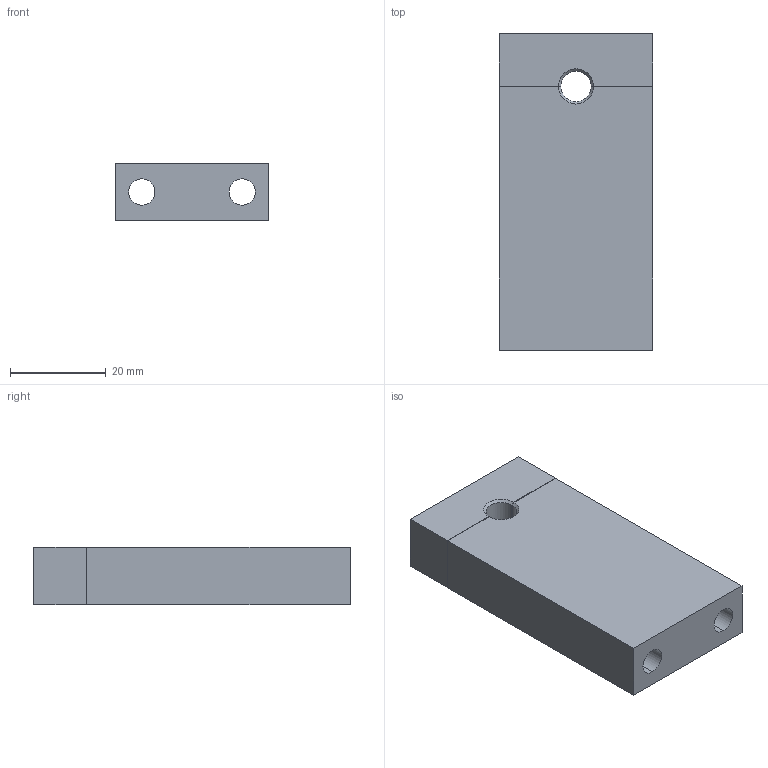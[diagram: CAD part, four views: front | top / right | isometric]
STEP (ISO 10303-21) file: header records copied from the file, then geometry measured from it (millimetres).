
FILE_DESCRIPTION (( 'STEP AP214' ), '1' );
FILE_NAME ('P0000006540.STEP', '2025-11-04T09:39:09', ( 'Microsoft' ), ( 'Microsoft' ), 'SwSTEP 2.0', 'SolidWorks 2025', '' );
FILE_SCHEMA (( 'AUTOMOTIVE_DESIGN' ));
Length unit declared in the file: millimetre
Products named in the file (1): P0000006540
Bounding box: 32 x 66.09 x 12 mm (x, y, z)
Volume: 21428.3 mm3; surface area: 9554.1 mm2
Topology: 2 solids, 2 shells, 34 faces, 84 edges, 56 vertices
Faces by surface type: plane 16, cylinder 14, cone 4
Entity records: 1076 total; most frequent: CARTESIAN_POINT 199, DIRECTION 178, ORIENTED_EDGE 168, EDGE_CURVE 84, AXIS2_PLACEMENT_3D 67, VERTEX_POINT 56, VECTOR 44, LINE 44
